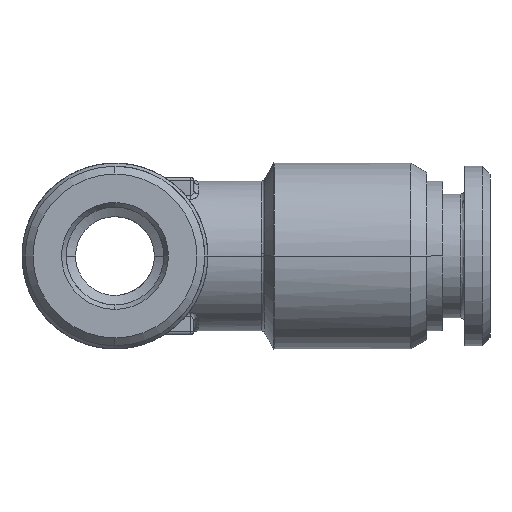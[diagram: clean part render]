
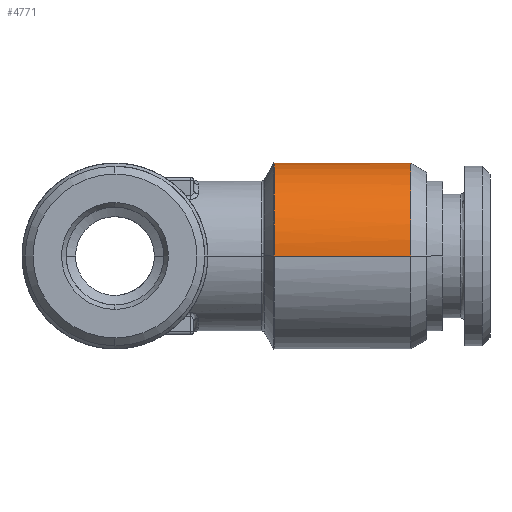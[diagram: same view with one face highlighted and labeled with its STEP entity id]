
A CAD part, left-side view. The second image highlights one B-rep face of the part: STEP entity #4771.
In plain terms, the highlighted cylindrical face has radius 5.9 mm (diameter 11.8 mm), a partial arc.
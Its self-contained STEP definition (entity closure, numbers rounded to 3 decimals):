
#4532=CARTESIAN_POINT('Axis2P3D Location',(0.,-18.78,0.)) ;
#4536=CARTESIAN_POINT('Vertex',(5.9,-18.78,0.)) ;
#4538=CARTESIAN_POINT('Vertex',(-5.9,-18.78,0.)) ;
#4729=CARTESIAN_POINT('Axis2P3D Location',(0.,-20.365,0.)) ;
#4734=CARTESIAN_POINT('Line Origine',(5.9,-20.365,0.)) ;
#4738=CARTESIAN_POINT('Vertex',(5.9,-10.1,0.)) ;
#4742=CARTESIAN_POINT('Control Point',(5.9,-10.1,0.)) ;
#4743=CARTESIAN_POINT('Control Point',(5.9,-10.1,0.927)) ;
#4744=CARTESIAN_POINT('Control Point',(5.718,-10.1,1.854)) ;
#4745=CARTESIAN_POINT('Control Point',(5.354,-10.1,2.733)) ;
#4746=CARTESIAN_POINT('Control Point',(4.301,-10.1,4.301)) ;
#4747=CARTESIAN_POINT('Control Point',(2.733,-10.1,5.354)) ;
#4748=CARTESIAN_POINT('Control Point',(1.854,-10.1,5.718)) ;
#4749=CARTESIAN_POINT('Control Point',(0.,-10.1,6.082)) ;
#4750=CARTESIAN_POINT('Control Point',(-1.854,-10.1,5.718)) ;
#4751=CARTESIAN_POINT('Control Point',(-2.733,-10.1,5.354)) ;
#4752=CARTESIAN_POINT('Control Point',(-4.301,-10.1,4.301)) ;
#4753=CARTESIAN_POINT('Control Point',(-5.354,-10.1,2.733)) ;
#4754=CARTESIAN_POINT('Control Point',(-5.718,-10.1,1.854)) ;
#4755=CARTESIAN_POINT('Control Point',(-5.9,-10.1,0.927)) ;
#4756=CARTESIAN_POINT('Control Point',(-5.9,-10.1,0.)) ;
#4757=CARTESIAN_POINT('Vertex',(-5.9,-10.1,0.)) ;
#4760=CARTESIAN_POINT('Line Origine',(-5.9,-20.365,0.)) ;
#4533=DIRECTION('Axis2P3D Direction',(-0.,1.,0.)) ;
#4730=DIRECTION('Axis2P3D Direction',(-0.,1.,0.)) ;
#4731=DIRECTION('Axis2P3D XDirection',(-1.,0.,0.)) ;
#4735=DIRECTION('Vector Direction',(0.,1.,0.)) ;
#4761=DIRECTION('Vector Direction',(0.,1.,0.)) ;
#4534=AXIS2_PLACEMENT_3D('Circle Axis2P3D',#4532,#4533,$) ;
#4732=AXIS2_PLACEMENT_3D('Cylinder Axis2P3D',#4729,#4730,#4731) ;
#4766=ORIENTED_EDGE('',*,*,#4540,.F.) ;
#4767=ORIENTED_EDGE('',*,*,#4740,.F.) ;
#4768=ORIENTED_EDGE('',*,*,#4759,.T.) ;
#4769=ORIENTED_EDGE('',*,*,#4764,.T.) ;
#4736=VECTOR('Line Direction',#4735,1.) ;
#4762=VECTOR('Line Direction',#4761,1.) ;
#4771=ADVANCED_FACE('MANIFOLD_SOLID_BREP #8803',(#4770),#4733,.T.) ;
#4741=B_SPLINE_CURVE_WITH_KNOTS('',5,(#4742,#4743,#4744,#4745,#4746,#4747,#4748,#4749,#4750,#4751,#4752,#4753,#4754,#4755,#4756),.UNSPECIFIED.,.F.,.U.,(6,3,3,3,6),(-9.268,-4.634,0.,4.634,9.268),.UNSPECIFIED.) ;
#4535=CIRCLE('generated circle',#4534,5.9) ;
#4733=CYLINDRICAL_SURFACE('generated cylinder',#4732,5.9) ;
#4540=EDGE_CURVE('',#4537,#4539,#4535,.F.) ;
#4740=EDGE_CURVE('',#4739,#4537,#4737,.F.) ;
#4759=EDGE_CURVE('',#4739,#4758,#4741,.T.) ;
#4764=EDGE_CURVE('',#4758,#4539,#4763,.F.) ;
#4765=EDGE_LOOP('',(#4766,#4767,#4768,#4769)) ;
#4770=FACE_OUTER_BOUND('',#4765,.T.) ;
#4737=LINE('Line',#4734,#4736) ;
#4763=LINE('Line',#4760,#4762) ;
#4537=VERTEX_POINT('',#4536) ;
#4539=VERTEX_POINT('',#4538) ;
#4739=VERTEX_POINT('',#4738) ;
#4758=VERTEX_POINT('',#4757) ;
